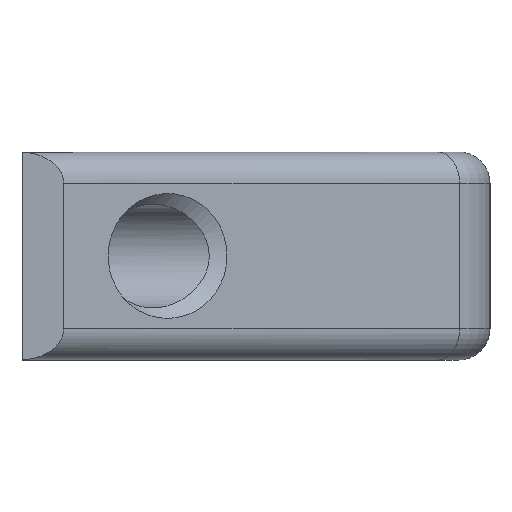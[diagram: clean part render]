
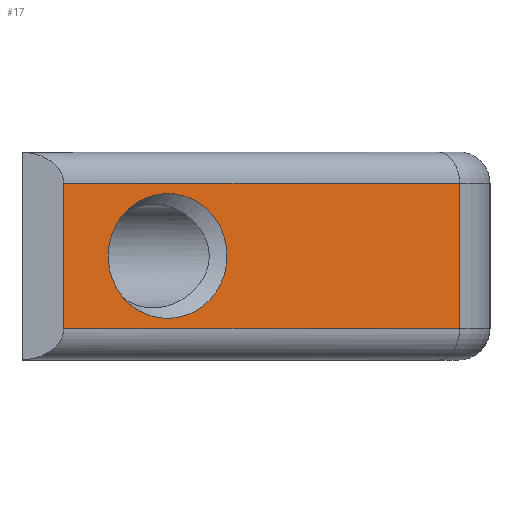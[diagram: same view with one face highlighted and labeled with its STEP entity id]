
A CAD part, left-side view. The second image highlights one B-rep face of the part: STEP entity #17.
In plain terms, the highlighted planar face has unit normal (-0.707, -0.707, 0).
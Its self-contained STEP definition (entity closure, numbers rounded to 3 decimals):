
#17 = ADVANCED_FACE('',(#18,#63),#97,.T.);
#18 = FACE_BOUND('',#19,.T.);
#19 = EDGE_LOOP('',(#20));
#20 = ORIENTED_EDGE('',*,*,#21,.F.);
#21 = EDGE_CURVE('',#22,#22,#24,.T.);
#22 = VERTEX_POINT('',#23);
#23 = CARTESIAN_POINT('',(-80.607,36.707,0.));
#24 = B_SPLINE_CURVE_WITH_KNOTS('',10,(#25,#26,#27,#28,#29,#30,#31,#32,
    #33,#34,#35,#36,#37,#38,#39,#40,#41,#42,#43,#44,#45,#46,#47,#48,#49,
    #50,#51,#52,#53,#54,#55,#56,#57,#58,#59,#60,#61,#62),.UNSPECIFIED.,
  .T.,.F.,(11,9,9,9,11),(0.,9.552,19.104,
    28.656,38.208),.UNSPECIFIED.);
#25 = CARTESIAN_POINT('',(-80.607,36.707,0.));
#26 = CARTESIAN_POINT('',(-80.607,36.707,-0.993
    ));
#27 = CARTESIAN_POINT('',(-80.436,36.536,
    -1.993));
#28 = CARTESIAN_POINT('',(-80.09,36.19,-2.946)
  );
#29 = CARTESIAN_POINT('',(-79.588,35.688,
    -3.78));
#30 = CARTESIAN_POINT('',(-78.982,35.082,
    -4.499));
#31 = CARTESIAN_POINT('',(-78.264,34.364,
    -5.093));
#32 = CARTESIAN_POINT('',(-77.477,33.577,
    -5.543));
#33 = CARTESIAN_POINT('',(-76.635,32.735,
    -5.847));
#34 = CARTESIAN_POINT('',(-75.77,31.87,
    -5.999));
#35 = CARTESIAN_POINT('',(-74.038,30.138,-6.001)
  );
#36 = CARTESIAN_POINT('',(-73.173,29.273,
    -5.85));
#37 = CARTESIAN_POINT('',(-72.334,28.434,
    -5.548));
#38 = CARTESIAN_POINT('',(-71.548,27.648,
    -5.1));
#39 = CARTESIAN_POINT('',(-70.832,26.932,
    -4.511));
#40 = CARTESIAN_POINT('',(-70.225,26.325,
    -3.796));
#41 = CARTESIAN_POINT('',(-69.721,25.821,
    -2.967));
#42 = CARTESIAN_POINT('',(-69.369,25.469,
    -2.015));
#43 = CARTESIAN_POINT('',(-69.193,25.293,
    -1.008));
#44 = CARTESIAN_POINT('',(-69.193,25.293,1.008
    ));
#45 = CARTESIAN_POINT('',(-69.369,25.469,2.015
    ));
#46 = CARTESIAN_POINT('',(-69.721,25.821,2.967
    ));
#47 = CARTESIAN_POINT('',(-70.225,26.325,3.796
    ));
#48 = CARTESIAN_POINT('',(-70.832,26.932,4.511
    ));
#49 = CARTESIAN_POINT('',(-71.548,27.648,5.1)
  );
#50 = CARTESIAN_POINT('',(-72.334,28.434,5.548
    ));
#51 = CARTESIAN_POINT('',(-73.173,29.273,5.85
    ));
#52 = CARTESIAN_POINT('',(-74.038,30.138,6.001)
  );
#53 = CARTESIAN_POINT('',(-75.77,31.87,5.999
    ));
#54 = CARTESIAN_POINT('',(-76.635,32.735,5.847
    ));
#55 = CARTESIAN_POINT('',(-77.477,33.577,5.543
    ));
#56 = CARTESIAN_POINT('',(-78.264,34.364,5.093
    ));
#57 = CARTESIAN_POINT('',(-78.982,35.082,4.499
    ));
#58 = CARTESIAN_POINT('',(-79.588,35.688,3.78
    ));
#59 = CARTESIAN_POINT('',(-80.09,36.19,2.946
    ));
#60 = CARTESIAN_POINT('',(-80.436,36.536,1.993
    ));
#61 = CARTESIAN_POINT('',(-80.607,36.707,0.993)
  );
#62 = CARTESIAN_POINT('',(-80.607,36.707,0.));
#63 = FACE_BOUND('',#64,.T.);
#64 = EDGE_LOOP('',(#65,#75,#83,#91));
#65 = ORIENTED_EDGE('',*,*,#66,.T.);
#66 = EDGE_CURVE('',#67,#69,#71,.T.);
#67 = VERTEX_POINT('',#68);
#68 = CARTESIAN_POINT('',(-46.829,2.929,-7.));
#69 = VERTEX_POINT('',#70);
#70 = CARTESIAN_POINT('',(-46.829,2.929,7.));
#71 = LINE('',#72,#73);
#72 = CARTESIAN_POINT('',(-46.829,2.929,-10.));
#73 = VECTOR('',#74,1.);
#74 = DIRECTION('',(0.,0.,1.));
#75 = ORIENTED_EDGE('',*,*,#76,.T.);
#76 = EDGE_CURVE('',#69,#77,#79,.T.);
#77 = VERTEX_POINT('',#78);
#78 = CARTESIAN_POINT('',(-84.9,41.,7.));
#79 = LINE('',#80,#81);
#80 = CARTESIAN_POINT('',(-46.829,2.929,7.));
#81 = VECTOR('',#82,1.);
#82 = DIRECTION('',(-0.707,0.707,0.));
#83 = ORIENTED_EDGE('',*,*,#84,.F.);
#84 = EDGE_CURVE('',#85,#77,#87,.T.);
#85 = VERTEX_POINT('',#86);
#86 = CARTESIAN_POINT('',(-84.9,41.,-7.));
#87 = LINE('',#88,#89);
#88 = CARTESIAN_POINT('',(-84.9,41.,-10.));
#89 = VECTOR('',#90,1.);
#90 = DIRECTION('',(0.,0.,1.));
#91 = ORIENTED_EDGE('',*,*,#92,.F.);
#92 = EDGE_CURVE('',#67,#85,#93,.T.);
#93 = LINE('',#94,#95);
#94 = CARTESIAN_POINT('',(-46.829,2.929,-7.));
#95 = VECTOR('',#96,1.);
#96 = DIRECTION('',(-0.707,0.707,0.));
#97 = PLANE('',#98);
#98 = AXIS2_PLACEMENT_3D('',#99,#100,#101);
#99 = CARTESIAN_POINT('',(-65.864,21.964,0.));
#100 = DIRECTION('',(-0.707,-0.707,-0.));
#101 = DIRECTION('',(-0.707,0.707,0.));
